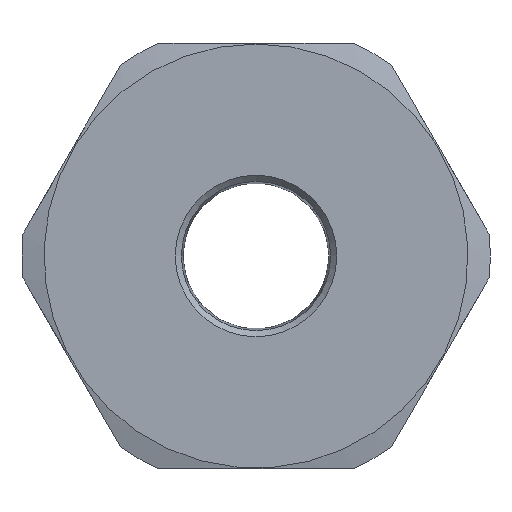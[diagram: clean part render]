
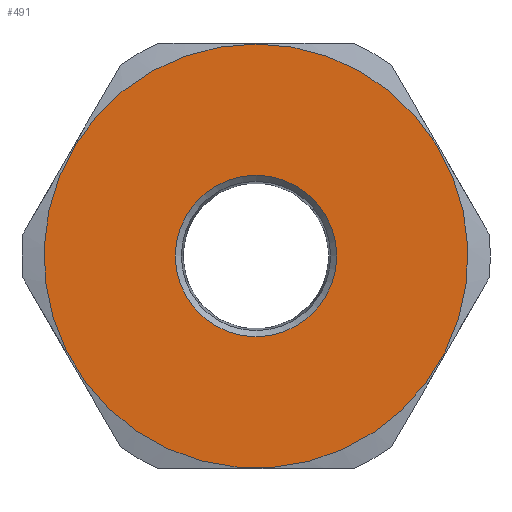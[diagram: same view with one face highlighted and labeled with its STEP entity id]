
A CAD part, left-side view. The second image highlights one B-rep face of the part: STEP entity #491.
In plain terms, the highlighted planar face has unit normal (-1, 0, 0).
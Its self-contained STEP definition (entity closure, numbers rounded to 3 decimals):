
#17 = AXIS2_PLACEMENT_3D ( 'NONE', #29, #483, #844 ) ;
#29 = CARTESIAN_POINT ( 'NONE',  ( 0., 0., 0. ) ) ;
#65 = ORIENTED_EDGE ( 'NONE', *, *, #757, .T. ) ;
#107 = CARTESIAN_POINT ( 'NONE',  ( 0., 0., 0. ) ) ;
#108 = AXIS2_PLACEMENT_3D ( 'NONE', #107, #512, #855 ) ;
#168 = CARTESIAN_POINT ( 'NONE',  ( 0., 0., 0. ) ) ;
#170 = EDGE_LOOP ( 'NONE', ( #65 ) ) ;
#177 = VERTEX_POINT ( 'NONE', #593 ) ;
#186 = VERTEX_POINT ( 'NONE', #462 ) ;
#263 = CIRCLE ( 'NONE', #17, 24.09 ) ;
#349 = CIRCLE ( 'NONE', #108, 63.25 ) ;
#387 = PLANE ( 'NONE',  #774 ) ;
#456 = EDGE_LOOP ( 'NONE', ( #656 ) ) ;
#462 = CARTESIAN_POINT ( 'NONE',  ( 0., 0., -24.09 ) ) ;
#483 = DIRECTION ( 'NONE',  ( 1., 0., 0. ) ) ;
#491 = ADVANCED_FACE ( 'NONE', ( #869, #516 ), #387, .F. ) ;
#512 = DIRECTION ( 'NONE',  ( -1., 0., 0. ) ) ;
#516 = FACE_OUTER_BOUND ( 'NONE', #456, .T. ) ;
#593 = CARTESIAN_POINT ( 'NONE',  ( 0., 0., 63.25 ) ) ;
#656 = ORIENTED_EDGE ( 'NONE', *, *, #721, .T. ) ;
#663 = DIRECTION ( 'NONE',  ( 0., 0., -1. ) ) ;
#721 = EDGE_CURVE ( 'NONE', #177, #177, #349, .T. ) ;
#757 = EDGE_CURVE ( 'NONE', #186, #186, #263, .T. ) ;
#774 = AXIS2_PLACEMENT_3D ( 'NONE', #168, #813, #663 ) ;
#813 = DIRECTION ( 'NONE',  ( 1., 0., 0. ) ) ;
#844 = DIRECTION ( 'NONE',  ( 0., 0., -1. ) ) ;
#855 = DIRECTION ( 'NONE',  ( 0., 0., 1. ) ) ;
#869 = FACE_BOUND ( 'NONE', #170, .T. ) ;
